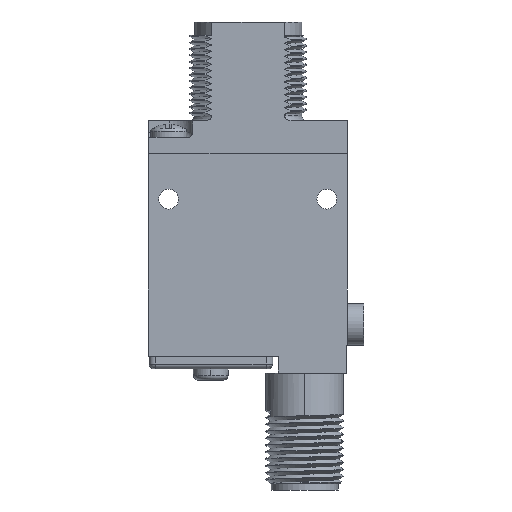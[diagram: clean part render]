
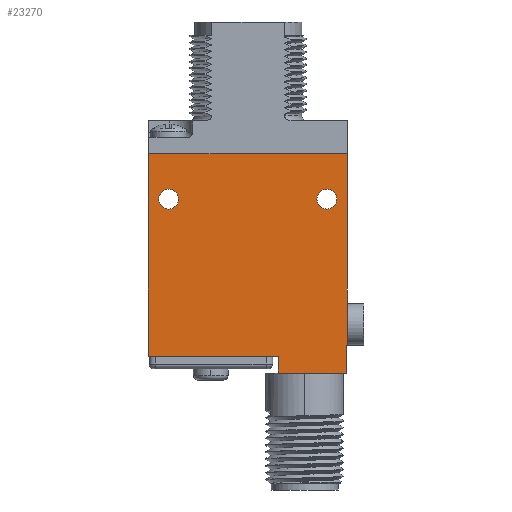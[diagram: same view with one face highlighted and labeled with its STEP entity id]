
A CAD part, left-side view. The second image highlights one B-rep face of the part: STEP entity #23270.
In plain terms, the highlighted planar face has unit normal (-1, 0, 0).
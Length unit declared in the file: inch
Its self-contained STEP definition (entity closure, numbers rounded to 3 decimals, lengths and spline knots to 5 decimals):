
#2918=DIRECTION('',(0.,1.,0.));
#2919=VECTOR('',#2918,0.255);
#2920=CARTESIAN_POINT('',(-0.236,0.005,-1.33));
#2921=LINE('',#2920,#2919);
#2930=DIRECTION('',(0.,1.,0.));
#2931=VECTOR('',#2930,0.005);
#2932=CARTESIAN_POINT('',(-0.236,1.205,-1.16));
#2933=LINE('',#2932,#2931);
#2934=DIRECTION('',(0.,0.,1.));
#2935=VECTOR('',#2934,1.16);
#2936=CARTESIAN_POINT('',(-0.236,1.21,-1.16));
#2937=LINE('',#2936,#2935);
#2938=DIRECTION('',(0.,-1.,0.));
#2939=VECTOR('',#2938,0.005);
#2940=CARTESIAN_POINT('',(-0.236,1.21,0.));
#2941=LINE('',#2940,#2939);
#2942=DIRECTION('',(0.,1.,0.));
#2943=VECTOR('',#2942,1.204);
#2944=CARTESIAN_POINT('',(-0.236,0.001,0.));
#2945=LINE('',#2944,#2943);
#2946=DIRECTION('',(0.,-1.,0.));
#2947=VECTOR('',#2946,0.001);
#2948=CARTESIAN_POINT('',(-0.236,0.001,0.));
#2949=LINE('',#2948,#2947);
#2950=DIRECTION('',(0.,0.,-1.));
#2951=VECTOR('',#2950,1.16);
#2952=CARTESIAN_POINT('',(-0.236,0.,0.));
#2953=LINE('',#2952,#2951);
#2954=DIRECTION('',(0.,1.,0.));
#2955=VECTOR('',#2954,0.005);
#2956=CARTESIAN_POINT('',(-0.236,0.,-1.16));
#2957=LINE('',#2956,#2955);
#2958=DIRECTION('',(0.,0.,-1.));
#2959=VECTOR('',#2958,0.17);
#2960=CARTESIAN_POINT('',(-0.236,0.005,-1.16));
#2961=LINE('',#2960,#2959);
#2962=CARTESIAN_POINT('',(-0.236,1.085,-0.275));
#2963=DIRECTION('',(1.,0.,0.));
#2964=DIRECTION('',(0.,0.,-1.));
#2965=AXIS2_PLACEMENT_3D('',#2962,#2963,#2964);
#2967=CARTESIAN_POINT('',(-0.236,1.085,-0.275));
#2968=DIRECTION('',(1.,0.,0.));
#2969=DIRECTION('',(0.,0.,1.));
#2970=AXIS2_PLACEMENT_3D('',#2967,#2968,#2969);
#2972=CARTESIAN_POINT('',(-0.236,0.125,-0.275));
#2973=DIRECTION('',(1.,0.,0.));
#2974=DIRECTION('',(0.,0.,-1.));
#2975=AXIS2_PLACEMENT_3D('',#2972,#2973,#2974);
#2977=CARTESIAN_POINT('',(-0.236,0.125,-0.275));
#2978=DIRECTION('',(1.,0.,0.));
#2979=DIRECTION('',(0.,0.,1.));
#2980=AXIS2_PLACEMENT_3D('',#2977,#2978,#2979);
#2991=DIRECTION('',(0.,1.,0.));
#2992=VECTOR('',#2991,0.16);
#2993=CARTESIAN_POINT('',(-0.236,0.26,-1.33));
#2994=LINE('',#2993,#2992);
#3003=DIRECTION('',(0.,0.,-1.));
#3004=VECTOR('',#3003,0.1);
#3005=CARTESIAN_POINT('',(-0.236,0.42,-1.23));
#3006=LINE('',#3005,#3004);
#3203=DIRECTION('',(0.,0.,-1.));
#3204=VECTOR('',#3203,0.07);
#3205=CARTESIAN_POINT('',(-0.236,1.205,-1.16));
#3206=LINE('',#3205,#3204);
#3227=DIRECTION('',(0.,1.,0.));
#3228=VECTOR('',#3227,0.785);
#3229=CARTESIAN_POINT('',(-0.236,0.42,-1.23));
#3230=LINE('',#3229,#3228);
#17861=CARTESIAN_POINT('',(-0.236,0.,0.));
#17862=CARTESIAN_POINT('',(-0.236,0.,-1.16));
#17863=VERTEX_POINT('',#17861);
#17864=VERTEX_POINT('',#17862);
#17865=CARTESIAN_POINT('',(-0.236,1.21,-1.16));
#17866=CARTESIAN_POINT('',(-0.236,1.21,0.));
#17867=VERTEX_POINT('',#17865);
#17868=VERTEX_POINT('',#17866);
#17885=CARTESIAN_POINT('',(-0.236,1.085,-0.335));
#17886=CARTESIAN_POINT('',(-0.236,1.085,-0.215));
#17887=VERTEX_POINT('',#17885);
#17888=VERTEX_POINT('',#17886);
#17889=CARTESIAN_POINT('',(-0.236,0.125,-0.335));
#17890=CARTESIAN_POINT('',(-0.236,0.125,-0.215));
#17891=VERTEX_POINT('',#17889);
#17892=VERTEX_POINT('',#17890);
#18559=CARTESIAN_POINT('',(-0.236,0.001,0.));
#18560=CARTESIAN_POINT('',(-0.236,1.205,0.));
#18561=VERTEX_POINT('',#18559);
#18562=VERTEX_POINT('',#18560);
#18815=CARTESIAN_POINT('',(-0.236,1.205,-1.23));
#18817=VERTEX_POINT('',#18815);
#18882=CARTESIAN_POINT('',(-0.236,0.005,-1.33));
#18884=VERTEX_POINT('',#18882);
#18887=CARTESIAN_POINT('',(-0.236,0.42,-1.23));
#18888=VERTEX_POINT('',#18887);
#18889=CARTESIAN_POINT('',(-0.236,0.42,-1.33));
#18890=VERTEX_POINT('',#18889);
#20363=CARTESIAN_POINT('',(-0.236,0.005,-1.16));
#20365=VERTEX_POINT('',#20363);
#20367=CARTESIAN_POINT('',(-0.236,1.205,-1.16));
#20369=VERTEX_POINT('',#20367);
#20484=CARTESIAN_POINT('',(-0.236,0.26,-1.33));
#20486=VERTEX_POINT('',#20484);
#23226=CARTESIAN_POINT('',(-0.236,0.,0.));
#23227=DIRECTION('',(1.,0.,0.));
#23228=DIRECTION('',(0.,0.,-1.));
#23229=AXIS2_PLACEMENT_3D('',#23226,#23227,#23228);
#23230=PLANE('',#23229);
#23231=ORIENTED_EDGE('',*,*,#23217,.T.);
#23233=ORIENTED_EDGE('',*,*,#23232,.T.);
#23235=ORIENTED_EDGE('',*,*,#23234,.F.);
#23237=ORIENTED_EDGE('',*,*,#23236,.T.);
#23239=ORIENTED_EDGE('',*,*,#23238,.F.);
#23241=ORIENTED_EDGE('',*,*,#23240,.T.);
#23243=ORIENTED_EDGE('',*,*,#23242,.T.);
#23245=ORIENTED_EDGE('',*,*,#23244,.T.);
#23247=ORIENTED_EDGE('',*,*,#23246,.F.);
#23249=ORIENTED_EDGE('',*,*,#23248,.T.);
#23251=ORIENTED_EDGE('',*,*,#23250,.T.);
#23253=ORIENTED_EDGE('',*,*,#23252,.T.);
#23255=ORIENTED_EDGE('',*,*,#23254,.T.);
#23256=EDGE_LOOP('',(#23231,#23233,#23235,#23237,#23239,#23241,#23243,#23245,
#23247,#23249,#23251,#23253,#23255));
#23257=FACE_OUTER_BOUND('',#23256,.F.);
#23259=ORIENTED_EDGE('',*,*,#23258,.F.);
#23261=ORIENTED_EDGE('',*,*,#23260,.F.);
#23262=EDGE_LOOP('',(#23259,#23261));
#23263=FACE_BOUND('',#23262,.F.);
#23265=ORIENTED_EDGE('',*,*,#23264,.F.);
#23267=ORIENTED_EDGE('',*,*,#23266,.F.);
#23268=EDGE_LOOP('',(#23265,#23267));
#23269=FACE_BOUND('',#23268,.F.);
#23270=ADVANCED_FACE('',(#23257,#23263,#23269),#23230,.F.);
#2966=CIRCLE('',#2965,0.06);
#2971=CIRCLE('',#2970,0.06);
#2976=CIRCLE('',#2975,0.06);
#2981=CIRCLE('',#2980,0.06);
#23217=EDGE_CURVE('',#18884,#20486,#2921,.T.);
#23232=EDGE_CURVE('',#20486,#18890,#2994,.T.);
#23234=EDGE_CURVE('',#18888,#18890,#3006,.T.);
#23236=EDGE_CURVE('',#18888,#18817,#3230,.T.);
#23238=EDGE_CURVE('',#20369,#18817,#3206,.T.);
#23240=EDGE_CURVE('',#20369,#17867,#2933,.T.);
#23242=EDGE_CURVE('',#17867,#17868,#2937,.T.);
#23244=EDGE_CURVE('',#17868,#18562,#2941,.T.);
#23246=EDGE_CURVE('',#18561,#18562,#2945,.T.);
#23248=EDGE_CURVE('',#18561,#17863,#2949,.T.);
#23250=EDGE_CURVE('',#17863,#17864,#2953,.T.);
#23252=EDGE_CURVE('',#17864,#20365,#2957,.T.);
#23254=EDGE_CURVE('',#20365,#18884,#2961,.T.);
#23258=EDGE_CURVE('',#17887,#17888,#2966,.T.);
#23260=EDGE_CURVE('',#17888,#17887,#2971,.T.);
#23264=EDGE_CURVE('',#17891,#17892,#2976,.T.);
#23266=EDGE_CURVE('',#17892,#17891,#2981,.T.);
